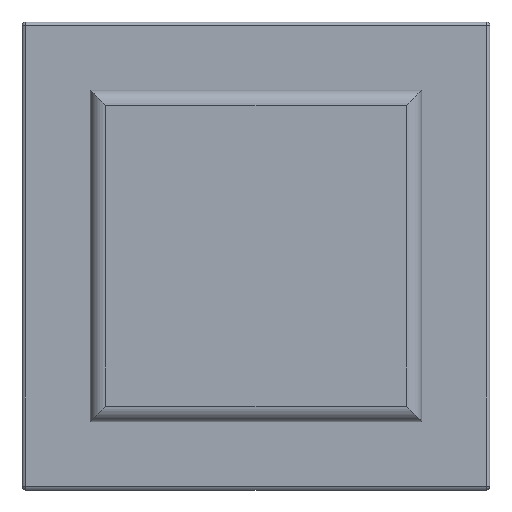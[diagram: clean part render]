
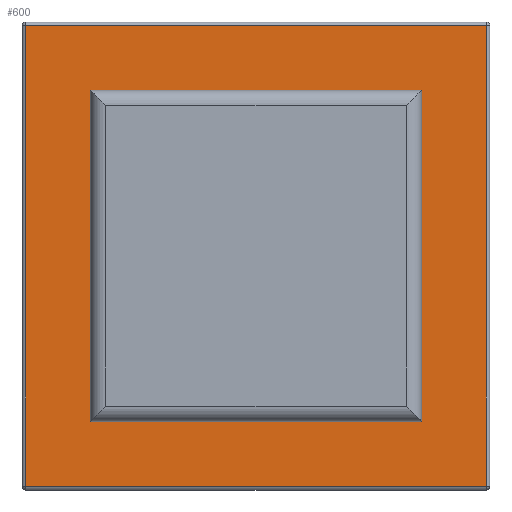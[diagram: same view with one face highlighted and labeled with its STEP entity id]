
A CAD part, top view. The second image highlights one B-rep face of the part: STEP entity #600.
In plain terms, the highlighted planar face has unit normal (0, 0, 1).
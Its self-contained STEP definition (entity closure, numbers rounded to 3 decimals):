
#78=ORIENTED_EDGE('',*,*,#246,.T.);
#79=ORIENTED_EDGE('',*,*,#247,.T.);
#80=ORIENTED_EDGE('',*,*,#248,.T.);
#81=ORIENTED_EDGE('',*,*,#249,.T.);
#82=ORIENTED_EDGE('',*,*,#250,.F.);
#83=ORIENTED_EDGE('',*,*,#251,.F.);
#84=ORIENTED_EDGE('',*,*,#252,.F.);
#85=ORIENTED_EDGE('',*,*,#253,.F.);
#246=EDGE_CURVE('',#330,#331,#378,.T.);
#247=EDGE_CURVE('',#331,#332,#379,.T.);
#248=EDGE_CURVE('',#332,#333,#380,.T.);
#249=EDGE_CURVE('',#333,#330,#381,.T.);
#250=EDGE_CURVE('',#334,#335,#382,.T.);
#251=EDGE_CURVE('',#336,#334,#383,.T.);
#252=EDGE_CURVE('',#337,#336,#384,.T.);
#253=EDGE_CURVE('',#335,#337,#385,.T.);
#330=VERTEX_POINT('',#942);
#331=VERTEX_POINT('',#943);
#332=VERTEX_POINT('',#945);
#333=VERTEX_POINT('',#947);
#334=VERTEX_POINT('',#950);
#335=VERTEX_POINT('',#951);
#336=VERTEX_POINT('',#953);
#337=VERTEX_POINT('',#955);
#378=LINE('',#941,#430);
#379=LINE('',#944,#431);
#380=LINE('',#946,#432);
#381=LINE('',#948,#433);
#382=LINE('',#949,#434);
#383=LINE('',#952,#435);
#384=LINE('',#954,#436);
#385=LINE('',#956,#437);
#430=VECTOR('',#737,1000.);
#431=VECTOR('',#738,1000.);
#432=VECTOR('',#739,1000.);
#433=VECTOR('',#740,1000.);
#434=VECTOR('',#741,1000.);
#435=VECTOR('',#742,1000.);
#436=VECTOR('',#743,1000.);
#437=VECTOR('',#744,1000.);
#482=EDGE_LOOP('',(#78,#79,#80,#81));
#483=EDGE_LOOP('',(#82,#83,#84,#85));
#532=FACE_BOUND('',#482,.T.);
#533=FACE_BOUND('',#483,.T.);
#582=PLANE('',#657);
#600=ADVANCED_FACE('',(#532,#533),#582,.T.);
#657=AXIS2_PLACEMENT_3D('',#940,#735,#736);
#735=DIRECTION('',(0.,0.,1.));
#736=DIRECTION('',(1.,0.,0.));
#737=DIRECTION('',(0.,1.,0.));
#738=DIRECTION('',(-1.,0.,0.));
#739=DIRECTION('',(0.,-1.,0.));
#740=DIRECTION('',(1.,0.,0.));
#741=DIRECTION('',(0.,1.,0.));
#742=DIRECTION('',(1.,0.,0.));
#743=DIRECTION('',(0.,-1.,0.));
#744=DIRECTION('',(-1.,0.,0.));
#940=CARTESIAN_POINT('',(0.,0.,57.));
#941=CARTESIAN_POINT('',(59.,60.,57.));
#942=CARTESIAN_POINT('',(59.,-59.,57.));
#943=CARTESIAN_POINT('',(59.,59.,57.));
#944=CARTESIAN_POINT('',(-60.,59.,57.));
#945=CARTESIAN_POINT('',(-59.,59.,57.));
#946=CARTESIAN_POINT('',(-59.,-60.,57.));
#947=CARTESIAN_POINT('',(-59.,-59.,57.));
#948=CARTESIAN_POINT('',(60.,-59.,57.));
#949=CARTESIAN_POINT('',(42.5,-42.5,57.));
#950=CARTESIAN_POINT('',(42.5,-42.5,57.));
#951=CARTESIAN_POINT('',(42.5,42.5,57.));
#952=CARTESIAN_POINT('',(-42.5,-42.5,57.));
#953=CARTESIAN_POINT('',(-42.5,-42.5,57.));
#954=CARTESIAN_POINT('',(-42.5,42.5,57.));
#955=CARTESIAN_POINT('',(-42.5,42.5,57.));
#956=CARTESIAN_POINT('',(42.5,42.5,57.));
